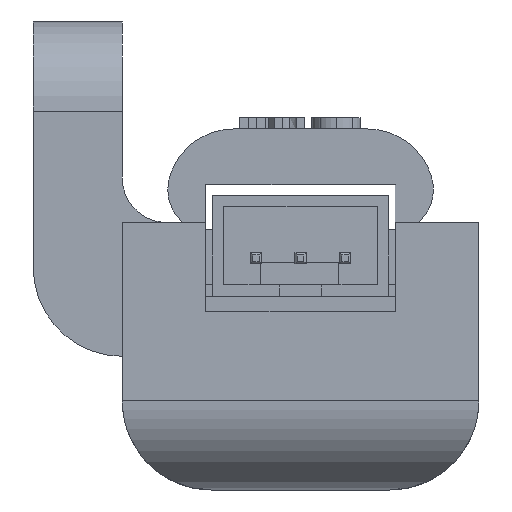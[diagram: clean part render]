
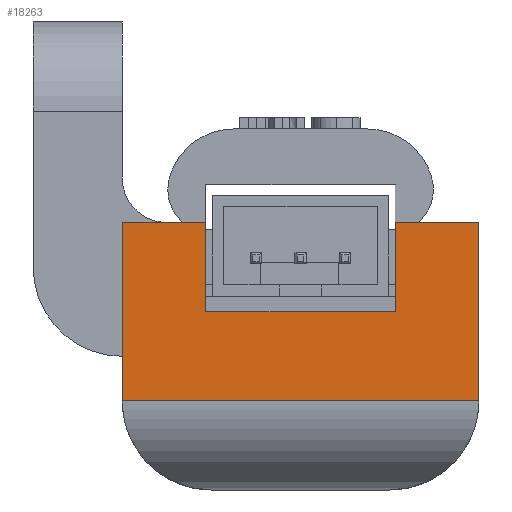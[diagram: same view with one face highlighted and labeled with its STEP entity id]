
A CAD part, left-side view. The second image highlights one B-rep face of the part: STEP entity #18263.
In plain terms, the highlighted planar face has unit normal (-1, 0, 0).
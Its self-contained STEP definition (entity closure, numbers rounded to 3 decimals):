
#374 = DIRECTION ( 'NONE',  ( 0., -1., 0. ) ) ;
#1013 = CARTESIAN_POINT ( 'NONE',  ( -157.53, 47.152, 6. ) ) ;
#1213 = VECTOR ( 'NONE', #12478, 1000. ) ;
#1229 = CARTESIAN_POINT ( 'NONE',  ( -157.53, 43.402, 6. ) ) ;
#2540 = CARTESIAN_POINT ( 'NONE',  ( -157.53, 47.152, 6. ) ) ;
#2616 = ORIENTED_EDGE ( 'NONE', *, *, #13265, .F. ) ;
#2777 = VERTEX_POINT ( 'NONE', #1013 ) ;
#2841 = EDGE_CURVE ( 'NONE', #24930, #18755, #20913, .T. ) ;
#2905 = VECTOR ( 'NONE', #33360, 1000. ) ;
#2962 = CARTESIAN_POINT ( 'NONE',  ( -157.53, 34.902, 6. ) ) ;
#3570 = DIRECTION ( 'NONE',  ( 0., 0., -1. ) ) ;
#3806 = LINE ( 'NONE', #19583, #37363 ) ;
#4241 = VECTOR ( 'NONE', #374, 1000. ) ;
#4511 = VECTOR ( 'NONE', #3570, 1000. ) ;
#5491 = VECTOR ( 'NONE', #35416, 1000. ) ;
#6168 = EDGE_CURVE ( 'NONE', #30788, #22782, #32813, .T. ) ;
#6453 = CARTESIAN_POINT ( 'NONE',  ( -157.53, 47.152, 6. ) ) ;
#6474 = ORIENTED_EDGE ( 'NONE', *, *, #23917, .F. ) ;
#8512 = ORIENTED_EDGE ( 'NONE', *, *, #2841, .T. ) ;
#10457 = DIRECTION ( 'NONE',  ( 0., -1., 0. ) ) ;
#10517 = EDGE_LOOP ( 'NONE', ( #21536, #13146, #2616, #39424, #11093, #25091, #8512, #6474 ) ) ;
#11093 = ORIENTED_EDGE ( 'NONE', *, *, #6168, .T. ) ;
#12478 = DIRECTION ( 'NONE',  ( 0., -1., 0. ) ) ;
#12623 = DIRECTION ( 'NONE',  ( 0., 0., -1. ) ) ;
#13146 = ORIENTED_EDGE ( 'NONE', *, *, #40328, .T. ) ;
#13265 = EDGE_CURVE ( 'NONE', #33931, #37274, #19257, .T. ) ;
#13856 = CARTESIAN_POINT ( 'NONE',  ( -157.53, 43.402, 2. ) ) ;
#14200 = CARTESIAN_POINT ( 'NONE',  ( -157.53, 47.152, 6. ) ) ;
#14597 = FACE_OUTER_BOUND ( 'NONE', #10517, .T. ) ;
#16960 = LINE ( 'NONE', #28794, #4241 ) ;
#17396 = EDGE_CURVE ( 'NONE', #30788, #33931, #28241, .T. ) ;
#18263 = ADVANCED_FACE ( 'NONE', ( #14597 ), #33665, .F. ) ;
#18755 = VERTEX_POINT ( 'NONE', #1229 ) ;
#19257 = LINE ( 'NONE', #19457, #5491 ) ;
#19457 = CARTESIAN_POINT ( 'NONE',  ( -157.53, 31.152, 6. ) ) ;
#19583 = CARTESIAN_POINT ( 'NONE',  ( -157.53, 43.402, 2. ) ) ;
#20913 = LINE ( 'NONE', #39985, #2905 ) ;
#21536 = ORIENTED_EDGE ( 'NONE', *, *, #34550, .T. ) ;
#22344 = AXIS2_PLACEMENT_3D ( 'NONE', #2540, #26830, #27238 ) ;
#22578 = CARTESIAN_POINT ( 'NONE',  ( -157.53, 31.152, -2. ) ) ;
#22782 = VERTEX_POINT ( 'NONE', #29540 ) ;
#23917 = EDGE_CURVE ( 'NONE', #2777, #18755, #36575, .T. ) ;
#24930 = VERTEX_POINT ( 'NONE', #13856 ) ;
#25091 = ORIENTED_EDGE ( 'NONE', *, *, #39878, .T. ) ;
#26830 = DIRECTION ( 'NONE',  ( 1., 0., 0. ) ) ;
#27238 = DIRECTION ( 'NONE',  ( 0., 0., -1. ) ) ;
#28241 = LINE ( 'NONE', #6453, #1213 ) ;
#28794 = CARTESIAN_POINT ( 'NONE',  ( -157.53, 31.152, -2. ) ) ;
#29540 = CARTESIAN_POINT ( 'NONE',  ( -157.53, 34.902, 2. ) ) ;
#29581 = CARTESIAN_POINT ( 'NONE',  ( -157.53, 47.152, -2. ) ) ;
#30788 = VERTEX_POINT ( 'NONE', #2962 ) ;
#32221 = DIRECTION ( 'NONE',  ( 0., 1., 0. ) ) ;
#32393 = CARTESIAN_POINT ( 'NONE',  ( -157.53, 34.902, 6. ) ) ;
#32444 = VECTOR ( 'NONE', #12623, 1000. ) ;
#32813 = LINE ( 'NONE', #32393, #4511 ) ;
#33360 = DIRECTION ( 'NONE',  ( 0., 0., 1. ) ) ;
#33665 = PLANE ( 'NONE',  #22344 ) ;
#33931 = VERTEX_POINT ( 'NONE', #40503 ) ;
#33980 = CARTESIAN_POINT ( 'NONE',  ( -157.53, 47.152, 6. ) ) ;
#34505 = VECTOR ( 'NONE', #10457, 1000. ) ;
#34550 = EDGE_CURVE ( 'NONE', #2777, #39742, #37929, .T. ) ;
#35416 = DIRECTION ( 'NONE',  ( 0., 0., -1. ) ) ;
#36575 = LINE ( 'NONE', #14200, #34505 ) ;
#37274 = VERTEX_POINT ( 'NONE', #22578 ) ;
#37363 = VECTOR ( 'NONE', #32221, 1000. ) ;
#37929 = LINE ( 'NONE', #33980, #32444 ) ;
#39424 = ORIENTED_EDGE ( 'NONE', *, *, #17396, .F. ) ;
#39742 = VERTEX_POINT ( 'NONE', #29581 ) ;
#39878 = EDGE_CURVE ( 'NONE', #22782, #24930, #3806, .T. ) ;
#39985 = CARTESIAN_POINT ( 'NONE',  ( -157.53, 43.402, 6. ) ) ;
#40328 = EDGE_CURVE ( 'NONE', #39742, #37274, #16960, .T. ) ;
#40503 = CARTESIAN_POINT ( 'NONE',  ( -157.53, 31.152, 6. ) ) ;
